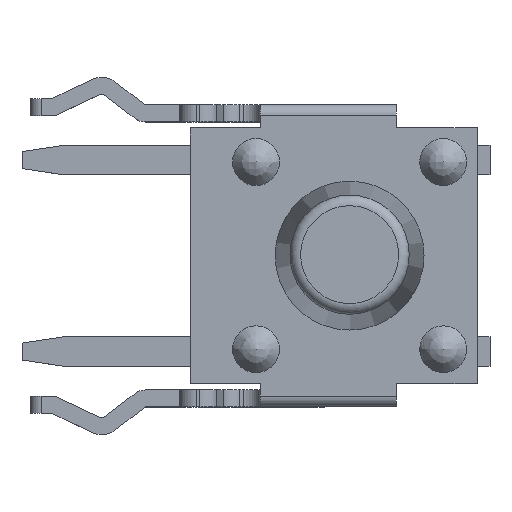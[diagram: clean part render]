
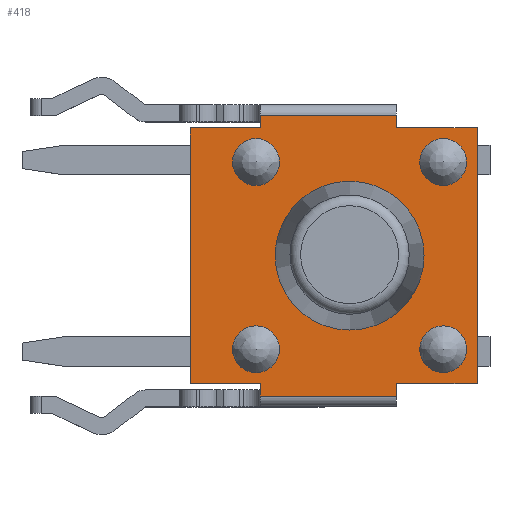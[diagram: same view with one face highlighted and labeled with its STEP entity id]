
A CAD part, top view. The second image highlights one B-rep face of the part: STEP entity #418.
In plain terms, the highlighted planar face has unit normal (0, 0, 1).
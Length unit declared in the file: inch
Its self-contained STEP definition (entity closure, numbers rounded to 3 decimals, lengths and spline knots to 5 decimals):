
#260=CARTESIAN_POINT('',(-0.16093,-0.14291,0.12953));
#261=DIRECTION('',(0.0,0.0,1.0));
#262=DIRECTION('',(1.0,0.0,0.0));
#263=AXIS2_PLACEMENT_3D('',#260,#261,#262);
#264=PLANE('',#263);
#265=CARTESIAN_POINT('',(0.04331,-0.12992,0.12953));
#266=VERTEX_POINT('',#265);
#267=CARTESIAN_POINT('',(-0.08268,-0.12992,0.12953));
#268=VERTEX_POINT('',#267);
#269=CARTESIAN_POINT('',(0.04331,-0.12992,0.12953));
#270=DIRECTION('',(-1.0,0.0,0.0));
#271=VECTOR('',#270,0.12598);
#272=LINE('',#269,#271);
#273=EDGE_CURVE('',#266,#268,#272,.T.);
#274=ORIENTED_EDGE('',*,*,#273,.F.);
#275=CARTESIAN_POINT('',(0.04331,-0.11811,0.12953));
#276=VERTEX_POINT('',#275);
#277=CARTESIAN_POINT('',(0.04331,-0.11811,0.12953));
#278=DIRECTION('',(0.0,-1.0,0.0));
#279=VECTOR('',#278,0.01181);
#280=LINE('',#277,#279);
#281=EDGE_CURVE('',#276,#266,#280,.T.);
#282=ORIENTED_EDGE('',*,*,#281,.F.);
#283=CARTESIAN_POINT('',(0.11811,-0.11811,0.12953));
#284=VERTEX_POINT('',#283);
#285=CARTESIAN_POINT('',(0.11811,-0.11811,0.12953));
#286=DIRECTION('',(-1.0,0.0,0.0));
#287=VECTOR('',#286,0.0748);
#288=LINE('',#285,#287);
#289=EDGE_CURVE('',#284,#276,#288,.T.);
#290=ORIENTED_EDGE('',*,*,#289,.F.);
#291=CARTESIAN_POINT('',(0.11811,0.11811,0.12953));
#292=VERTEX_POINT('',#291);
#293=CARTESIAN_POINT('',(0.11811,0.11811,0.12953));
#294=DIRECTION('',(0.0,-1.0,0.0));
#295=VECTOR('',#294,0.23622);
#296=LINE('',#293,#295);
#297=EDGE_CURVE('',#292,#284,#296,.T.);
#298=ORIENTED_EDGE('',*,*,#297,.F.);
#299=CARTESIAN_POINT('',(0.04331,0.11811,0.12953));
#300=VERTEX_POINT('',#299);
#301=CARTESIAN_POINT('',(0.04331,0.11811,0.12953));
#302=DIRECTION('',(1.0,0.0,0.0));
#303=VECTOR('',#302,0.0748);
#304=LINE('',#301,#303);
#305=EDGE_CURVE('',#300,#292,#304,.T.);
#306=ORIENTED_EDGE('',*,*,#305,.F.);
#307=CARTESIAN_POINT('',(0.04331,0.12992,0.12953));
#308=VERTEX_POINT('',#307);
#309=CARTESIAN_POINT('',(0.04331,0.12992,0.12953));
#310=DIRECTION('',(0.0,-1.0,0.0));
#311=VECTOR('',#310,0.01181);
#312=LINE('',#309,#311);
#313=EDGE_CURVE('',#308,#300,#312,.T.);
#314=ORIENTED_EDGE('',*,*,#313,.F.);
#315=CARTESIAN_POINT('',(-0.08268,0.12992,0.12953));
#316=VERTEX_POINT('',#315);
#317=CARTESIAN_POINT('',(-0.08268,0.12992,0.12953));
#318=DIRECTION('',(1.0,0.0,0.0));
#319=VECTOR('',#318,0.12598);
#320=LINE('',#317,#319);
#321=EDGE_CURVE('',#316,#308,#320,.T.);
#322=ORIENTED_EDGE('',*,*,#321,.F.);
#323=CARTESIAN_POINT('',(-0.08268,0.11811,0.12953));
#324=VERTEX_POINT('',#323);
#325=CARTESIAN_POINT('',(-0.08268,0.12992,0.12953));
#326=DIRECTION('',(0.0,-1.0,0.0));
#327=VECTOR('',#326,0.01181);
#328=LINE('',#325,#327);
#329=EDGE_CURVE('',#316,#324,#328,.T.);
#330=ORIENTED_EDGE('',*,*,#329,.T.);
#331=CARTESIAN_POINT('',(-0.14764,0.11811,0.12953));
#332=VERTEX_POINT('',#331);
#333=CARTESIAN_POINT('',(-0.14764,0.11811,0.12953));
#334=DIRECTION('',(1.0,0.0,0.0));
#335=VECTOR('',#334,0.06496);
#336=LINE('',#333,#335);
#337=EDGE_CURVE('',#332,#324,#336,.T.);
#338=ORIENTED_EDGE('',*,*,#337,.F.);
#339=CARTESIAN_POINT('',(-0.14764,-0.11811,0.12953));
#340=VERTEX_POINT('',#339);
#341=CARTESIAN_POINT('',(-0.14764,-0.11811,0.12953));
#342=DIRECTION('',(0.0,1.0,0.0));
#343=VECTOR('',#342,0.23622);
#344=LINE('',#341,#343);
#345=EDGE_CURVE('',#340,#332,#344,.T.);
#346=ORIENTED_EDGE('',*,*,#345,.F.);
#347=CARTESIAN_POINT('',(-0.08268,-0.11811,0.12953));
#348=VERTEX_POINT('',#347);
#349=CARTESIAN_POINT('',(-0.08268,-0.11811,0.12953));
#350=DIRECTION('',(-1.0,0.0,0.0));
#351=VECTOR('',#350,0.06496);
#352=LINE('',#349,#351);
#353=EDGE_CURVE('',#348,#340,#352,.T.);
#354=ORIENTED_EDGE('',*,*,#353,.F.);
#355=CARTESIAN_POINT('',(-0.08268,-0.12992,0.12953));
#356=DIRECTION('',(0.0,1.0,0.0));
#357=VECTOR('',#356,0.01181);
#358=LINE('',#355,#357);
#359=EDGE_CURVE('',#268,#348,#358,.T.);
#360=ORIENTED_EDGE('',*,*,#359,.F.);
#361=EDGE_LOOP('',(#274,#282,#290,#298,#306,#314,#322,#330,#338,#346,#354,#360));
#362=FACE_OUTER_BOUND('',#361,.T.);
#363=CARTESIAN_POINT('',(-0.06496,-0.08661,0.12953));
#364=VERTEX_POINT('',#363);
#365=CARTESIAN_POINT('',(-0.08661,-0.08661,0.12953));
#366=DIRECTION('',(0.0,0.0,1.0));
#367=DIRECTION('',(1.0,0.0,0.0));
#368=AXIS2_PLACEMENT_3D('',#365,#366,#367);
#369=CIRCLE('',#368,0.02165);
#370=EDGE_CURVE('',#364,#364,#369,.T.);
#371=ORIENTED_EDGE('',*,*,#370,.F.);
#372=EDGE_LOOP('',(#371));
#373=FACE_BOUND('',#372,.T.);
#374=CARTESIAN_POINT('',(0.10827,-0.08661,0.12953));
#375=VERTEX_POINT('',#374);
#376=CARTESIAN_POINT('',(0.08661,-0.08661,0.12953));
#377=DIRECTION('',(0.0,0.0,1.0));
#378=DIRECTION('',(1.0,0.0,0.0));
#379=AXIS2_PLACEMENT_3D('',#376,#377,#378);
#380=CIRCLE('',#379,0.02165);
#381=EDGE_CURVE('',#375,#375,#380,.T.);
#382=ORIENTED_EDGE('',*,*,#381,.F.);
#383=EDGE_LOOP('',(#382));
#384=FACE_BOUND('',#383,.T.);
#385=CARTESIAN_POINT('',(-0.10827,0.08661,0.12953));
#386=VERTEX_POINT('',#385);
#387=CARTESIAN_POINT('',(-0.08661,0.08661,0.12953));
#388=DIRECTION('',(0.0,0.0,-1.0));
#389=DIRECTION('',(-1.0,0.0,0.0));
#390=AXIS2_PLACEMENT_3D('',#387,#388,#389);
#391=CIRCLE('',#390,0.02165);
#392=EDGE_CURVE('',#386,#386,#391,.T.);
#393=ORIENTED_EDGE('',*,*,#392,.T.);
#394=EDGE_LOOP('',(#393));
#395=FACE_BOUND('',#394,.T.);
#396=CARTESIAN_POINT('',(0.06496,0.08661,0.12953));
#397=VERTEX_POINT('',#396);
#398=CARTESIAN_POINT('',(0.08661,0.08661,0.12953));
#399=DIRECTION('',(0.0,0.0,-1.0));
#400=DIRECTION('',(-1.0,0.0,0.0));
#401=AXIS2_PLACEMENT_3D('',#398,#399,#400);
#402=CIRCLE('',#401,0.02165);
#403=EDGE_CURVE('',#397,#397,#402,.T.);
#404=ORIENTED_EDGE('',*,*,#403,.T.);
#405=EDGE_LOOP('',(#404));
#406=FACE_BOUND('',#405,.T.);
#407=CARTESIAN_POINT('',(0.0689,0.,0.12953));
#408=VERTEX_POINT('',#407);
#409=CARTESIAN_POINT('',(0.,0.,0.12953));
#410=DIRECTION('',(0.0,0.0,-1.0));
#411=DIRECTION('',(-1.0,0.0,0.0));
#412=AXIS2_PLACEMENT_3D('',#409,#410,#411);
#413=CIRCLE('',#412,0.0689);
#414=EDGE_CURVE('',#408,#408,#413,.T.);
#415=ORIENTED_EDGE('',*,*,#414,.T.);
#416=EDGE_LOOP('',(#415));
#417=FACE_BOUND('',#416,.T.);
#418=ADVANCED_FACE('',(#362,#373,#384,#395,#406,#417),#264,.T.);
